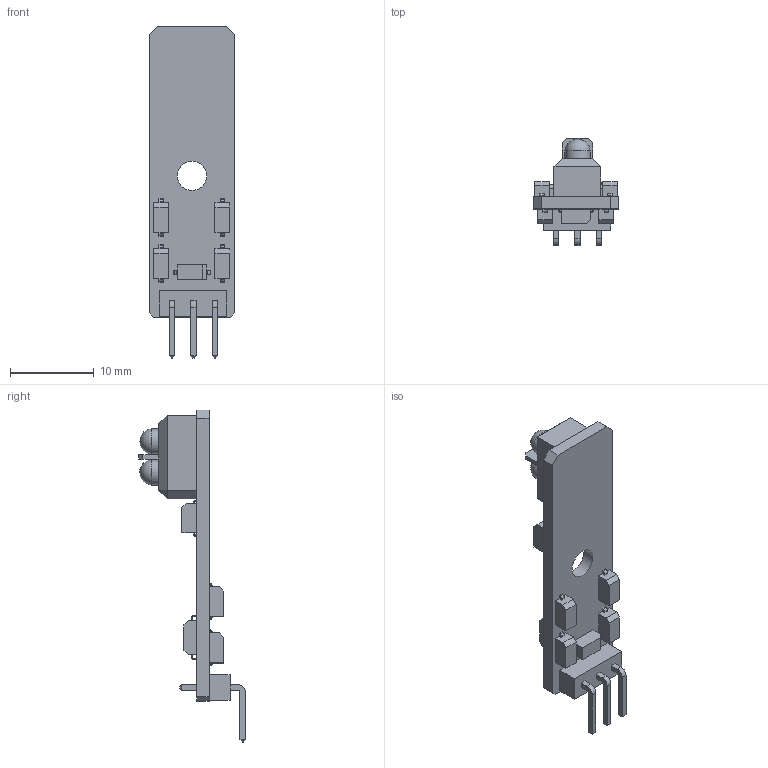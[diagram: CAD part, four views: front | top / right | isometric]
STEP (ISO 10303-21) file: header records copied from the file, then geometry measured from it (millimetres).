
FILE_DESCRIPTION(/* description */ (''),/* implementation_level */ '2;1');
FILE_NAME(/* name */ 'Line Sensor.step',/* time_stamp */ '2019-10-19T16:46:24+08:00',/* author */ (''),/* organization */ (''),/* preprocessor_version */ 'ST-DEVELOPER v18',/* originating_system */ 'Autodesk Translation Framework v8.6.0.1094',/* authorisation */ '');
FILE_SCHEMA (('AUTOMOTIVE_DESIGN { 1 0 10303 214 3 1 1 }'));
Length unit declared in the file: millimetre
Products named in the file (6): Line Sensor; Line Sensor_1; TCR5000; 14 Pin SMT; 3 Pin Header 90 Degree line; Cap1 SMT
Assembly tree (11 placements, depth 2):
  Line Sensor
    Line Sensor_1
    TCR5000
    14 Pin SMT
    3 Pin Header 90 Degree line
    Cap1 SMT  x7
Bounding box: 10.24 x 12.72 x 39.61 mm (x, y, z)
Volume: 980.2 mm3; surface area: 1649.4 mm2
Topology: 11 solids, 11 shells, 530 faces, 1388 edges, 914 vertices
Faces by surface type: plane 407, cylinder 121, sphere 2
Full cylindrical faces by diameter (mm): 3 x2, 3.5 x1
Entity records: 10360 total; most frequent: CARTESIAN_POINT 1779, ORIENTED_EDGE 1728, DIRECTION 1714, EDGE_CURVE 864, LINE 712, VECTOR 712, VERTEX_POINT 566, AXIS2_PLACEMENT_3D 501
